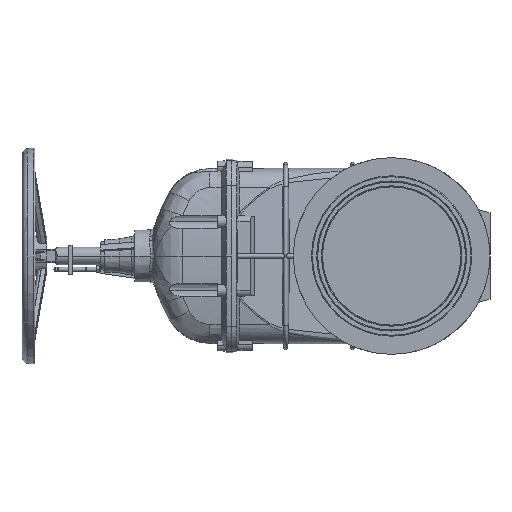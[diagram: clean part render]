
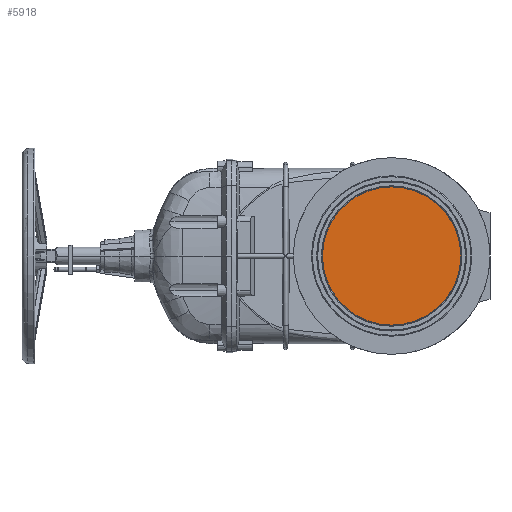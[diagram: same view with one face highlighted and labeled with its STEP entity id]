
A CAD part, left-side view. The second image highlights one B-rep face of the part: STEP entity #5918.
In plain terms, the highlighted planar face has unit normal (-1, 0, 0).
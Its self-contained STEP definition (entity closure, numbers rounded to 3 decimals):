
#5643 = EDGE_CURVE ( 'NONE', #24066, #24067, #16543, .T. ) ;
#5647 = EDGE_CURVE ( 'NONE', #24067, #24066, #16554, .T. ) ;
#5918 = ADVANCED_FACE ( 'NONE', ( #10613 ), #15066, .T. ) ;
#9507 = EDGE_LOOP ( 'NONE', ( #22557, #22559 ) ) ;
#10613 = FACE_OUTER_BOUND ( 'NONE', #9507, .T. ) ;
#11549 = AXIS2_PLACEMENT_3D ( 'NONE', #15067, #15053, #15052 ) ;
#13176 = CARTESIAN_POINT ( 'NONE',  ( -135., 0., -159.9 ) ) ;
#13177 = CARTESIAN_POINT ( 'NONE',  ( -135., 0., 159.9 ) ) ;
#13643 = DIRECTION ( 'NONE',  ( 0., 0., 1. ) ) ;
#13645 = DIRECTION ( 'NONE',  ( -1., 0., 0. ) ) ;
#13647 = CARTESIAN_POINT ( 'NONE',  ( -135., 0., 0. ) ) ;
#13666 = DIRECTION ( 'NONE',  ( 0., 0., 1. ) ) ;
#13668 = DIRECTION ( 'NONE',  ( -1., 0., 0. ) ) ;
#13670 = CARTESIAN_POINT ( 'NONE',  ( -135., 0., 0. ) ) ;
#15052 = DIRECTION ( 'NONE',  ( 0., 0., -1. ) ) ;
#15053 = DIRECTION ( 'NONE',  ( -1., 0., 0. ) ) ;
#15066 = PLANE ( 'NONE',  #11549 ) ;
#15067 = CARTESIAN_POINT ( 'NONE',  ( -135., 0., 0. ) ) ;
#16543 = CIRCLE ( 'NONE', #18092, 159.9 ) ;
#16554 = CIRCLE ( 'NONE', #18094, 159.9 ) ;
#18092 = AXIS2_PLACEMENT_3D ( 'NONE', #13670, #13668, #13666 ) ;
#18094 = AXIS2_PLACEMENT_3D ( 'NONE', #13647, #13645, #13643 ) ;
#22557 = ORIENTED_EDGE ( 'NONE', *, *, #5647, .T. ) ;
#22559 = ORIENTED_EDGE ( 'NONE', *, *, #5643, .T. ) ;
#24066 = VERTEX_POINT ( 'NONE', #13176 ) ;
#24067 = VERTEX_POINT ( 'NONE', #13177 ) ;
